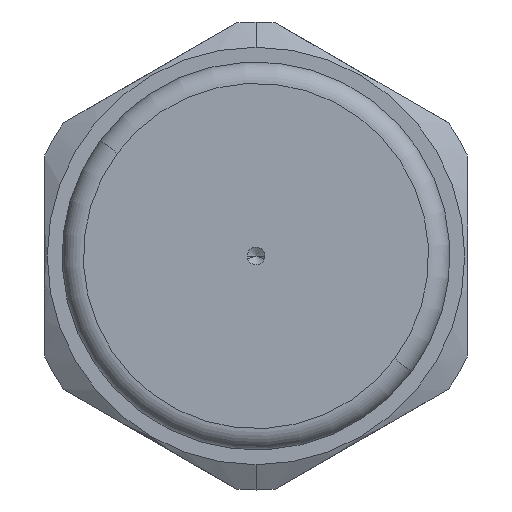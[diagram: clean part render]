
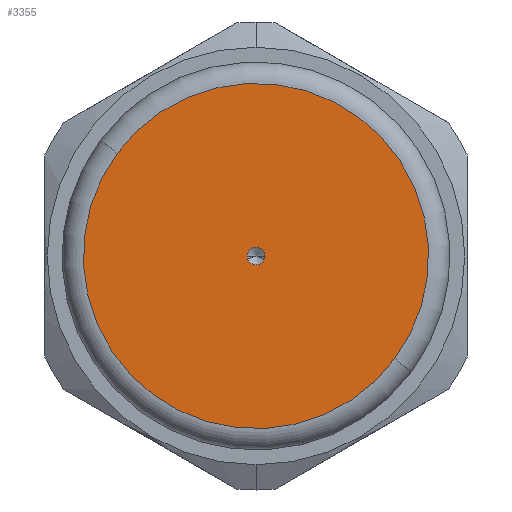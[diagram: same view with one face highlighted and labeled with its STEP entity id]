
A CAD part, left-side view. The second image highlights one B-rep face of the part: STEP entity #3355.
In plain terms, the highlighted planar face has unit normal (-1, 0, 0).
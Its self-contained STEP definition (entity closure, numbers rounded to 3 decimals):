
#548 = CARTESIAN_POINT ( 'NONE',  ( -23., 0.482, 0.358 ) ) ;
#620 = CARTESIAN_POINT ( 'NONE',  ( -23., -0.482, -0.358 ) ) ;
#1572 = CIRCLE ( 'NONE', #6434, 11.658 ) ;
#1754 = CARTESIAN_POINT ( 'NONE',  ( -23., 0., 0. ) ) ;
#2653 = AXIS2_PLACEMENT_3D ( 'NONE', #11288, #16451, #4962 ) ;
#3146 = DIRECTION ( 'NONE',  ( 1., 0., 0. ) ) ;
#3355 = ADVANCED_FACE ( 'NONE', ( #14597, #15999 ), #14940, .T. ) ;
#4962 = DIRECTION ( 'NONE',  ( 0., -0.803, -0.596 ) ) ;
#5005 = EDGE_CURVE ( 'NONE', #12049, #7324, #1572, .T. ) ;
#5247 = DIRECTION ( 'NONE',  ( 1., 0., 0. ) ) ;
#5254 = VERTEX_POINT ( 'NONE', #548 ) ;
#5998 = CARTESIAN_POINT ( 'NONE',  ( -23., -9.363, -6.947 ) ) ;
#6433 = EDGE_CURVE ( 'NONE', #15955, #5254, #8284, .T. ) ;
#6434 = AXIS2_PLACEMENT_3D ( 'NONE', #11843, #5247, #15433 ) ;
#6469 = EDGE_CURVE ( 'NONE', #5254, #15955, #14569, .T. ) ;
#6519 = CARTESIAN_POINT ( 'NONE',  ( -23., 9.363, 6.947 ) ) ;
#6841 = ORIENTED_EDGE ( 'NONE', *, *, #5005, .F. ) ;
#7324 = VERTEX_POINT ( 'NONE', #5998 ) ;
#7409 = DIRECTION ( 'NONE',  ( 1., 0., 0. ) ) ;
#7803 = EDGE_LOOP ( 'NONE', ( #16597, #6841 ) ) ;
#7841 = CARTESIAN_POINT ( 'NONE',  ( -23., -0.482, -0.358 ) ) ;
#8284 = CIRCLE ( 'NONE', #13447, 0.6 ) ;
#8949 = AXIS2_PLACEMENT_3D ( 'NONE', #620, #9596, #16240 ) ;
#9141 = EDGE_CURVE ( 'NONE', #7324, #12049, #12690, .T. ) ;
#9596 = DIRECTION ( 'NONE',  ( -1., 0., 0. ) ) ;
#10045 = CARTESIAN_POINT ( 'NONE',  ( -23., 0., 0. ) ) ;
#11253 = DIRECTION ( 'NONE',  ( 0., -0.803, -0.596 ) ) ;
#11288 = CARTESIAN_POINT ( 'NONE',  ( -23., 0., 0. ) ) ;
#11843 = CARTESIAN_POINT ( 'NONE',  ( -23., 0., 0. ) ) ;
#12049 = VERTEX_POINT ( 'NONE', #6519 ) ;
#12690 = CIRCLE ( 'NONE', #15146, 11.658 ) ;
#13447 = AXIS2_PLACEMENT_3D ( 'NONE', #1754, #3146, #16344 ) ;
#13491 = ORIENTED_EDGE ( 'NONE', *, *, #6469, .T. ) ;
#14569 = CIRCLE ( 'NONE', #2653, 0.6 ) ;
#14597 = FACE_BOUND ( 'NONE', #16701, .T. ) ;
#14940 = PLANE ( 'NONE',  #8949 ) ;
#15146 = AXIS2_PLACEMENT_3D ( 'NONE', #10045, #7409, #11253 ) ;
#15433 = DIRECTION ( 'NONE',  ( 0., -0.803, -0.596 ) ) ;
#15955 = VERTEX_POINT ( 'NONE', #7841 ) ;
#15999 = FACE_OUTER_BOUND ( 'NONE', #7803, .T. ) ;
#16240 = DIRECTION ( 'NONE',  ( 0., 0.803, 0.596 ) ) ;
#16344 = DIRECTION ( 'NONE',  ( 0., -0.803, -0.596 ) ) ;
#16451 = DIRECTION ( 'NONE',  ( 1., 0., 0. ) ) ;
#16597 = ORIENTED_EDGE ( 'NONE', *, *, #9141, .F. ) ;
#16611 = ORIENTED_EDGE ( 'NONE', *, *, #6433, .T. ) ;
#16701 = EDGE_LOOP ( 'NONE', ( #16611, #13491 ) ) ;
